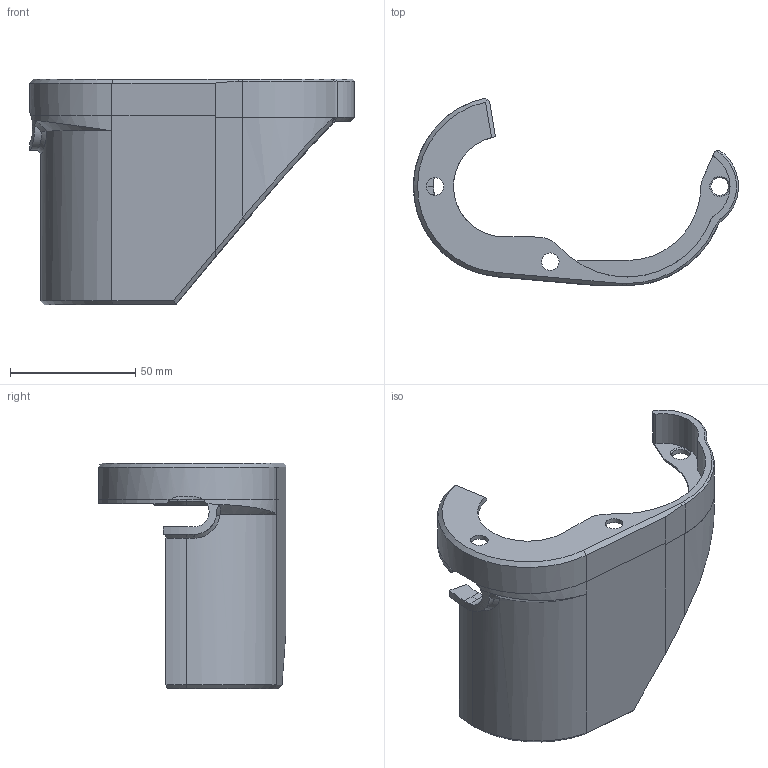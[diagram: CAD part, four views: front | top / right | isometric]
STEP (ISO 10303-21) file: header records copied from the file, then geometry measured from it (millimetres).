
FILE_DESCRIPTION(/* description */ (''),/* implementation_level */ '2;1');
FILE_NAME(/* name */ 'BnS [L] - 74XL v3.step',/* time_stamp */ '2021-06-14T18:29:49-05:00',/* author */ (''),/* organization */ (''),/* preprocessor_version */ 'ST-DEVELOPER v18.1',/* originating_system */ 'Autodesk Translation Framework v10.9.0.1377',/* authorisation */ '');
FILE_SCHEMA (('AUTOMOTIVE_DESIGN { 1 0 10303 214 3 1 1 }'));
Length unit declared in the file: millimetre
Products named in the file (1): BnS [L] - 74XL
Bounding box: 129.46 x 74.68 x 90 mm (x, y, z)
Volume: 45061.2 mm3; surface area: 29861 mm2
Topology: 1 solids, 1 shells, 115 faces, 305 edges, 191 vertices
Faces by surface type: plane 51, cylinder 35, cone 21, bspline 8
Full cylindrical faces by diameter (mm): 7 x3
Entity records: 3912 total; most frequent: CARTESIAN_POINT 1057, ORIENTED_EDGE 610, DIRECTION 570, EDGE_CURVE 305, AXIS2_PLACEMENT_3D 205, VERTEX_POINT 191, LINE 160, VECTOR 160
